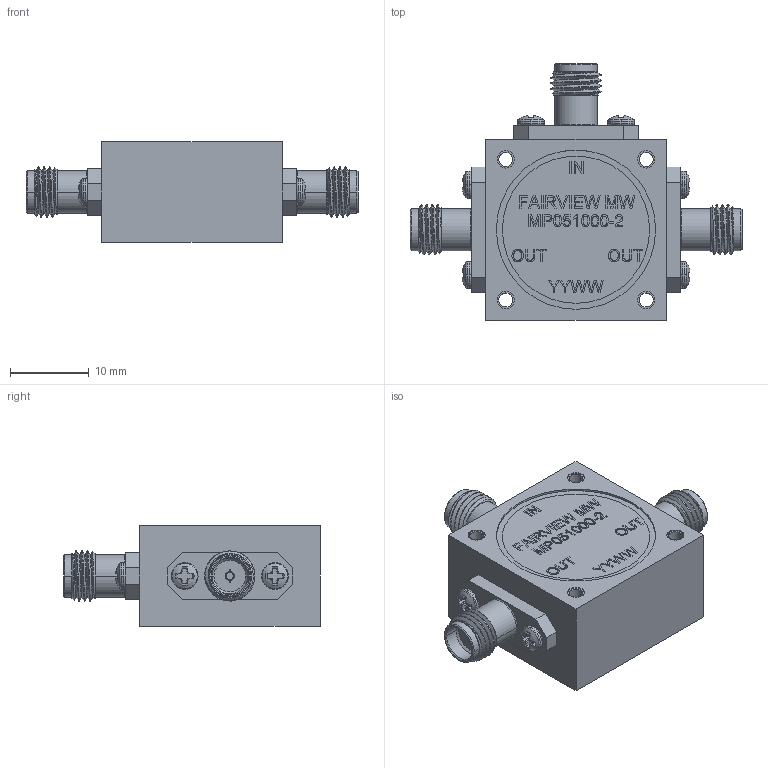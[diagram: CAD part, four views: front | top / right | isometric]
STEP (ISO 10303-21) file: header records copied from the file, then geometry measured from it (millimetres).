
FILE_DESCRIPTION (( 'STEP AP214' ), '1' );
FILE_NAME ('MP051000-2_3D.step', '2024-10-23T15:14:19', ( '' ), ( '' ), 'SwSTEP 2.0', 'SolidWorks 2022', '' );
FILE_SCHEMA (( 'AUTOMOTIVE_DESIGN' ));
Length unit declared in the file: inch
Products named in the file (1): MP051000-2_3D
Bounding box: 42.05 x 32.48 x 12.7 mm (x, y, z)
Volume: 7354.3 mm3; surface area: 3757.2 mm2
Topology: 1 solids, 13 shells, 1054 faces, 2789 edges, 1842 vertices
Faces by surface type: plane 492, cylinder 290, bspline 155, cone 81, torus 30, sphere 6
Entity records: 50618 total; most frequent: CARTESIAN_POINT 26193, ORIENTED_EDGE 5566, DIRECTION 4375, EDGE_CURVE 2783, VERTEX_POINT 1842, AXIS2_PLACEMENT_3D 1461, VECTOR 1453, LINE 1453
